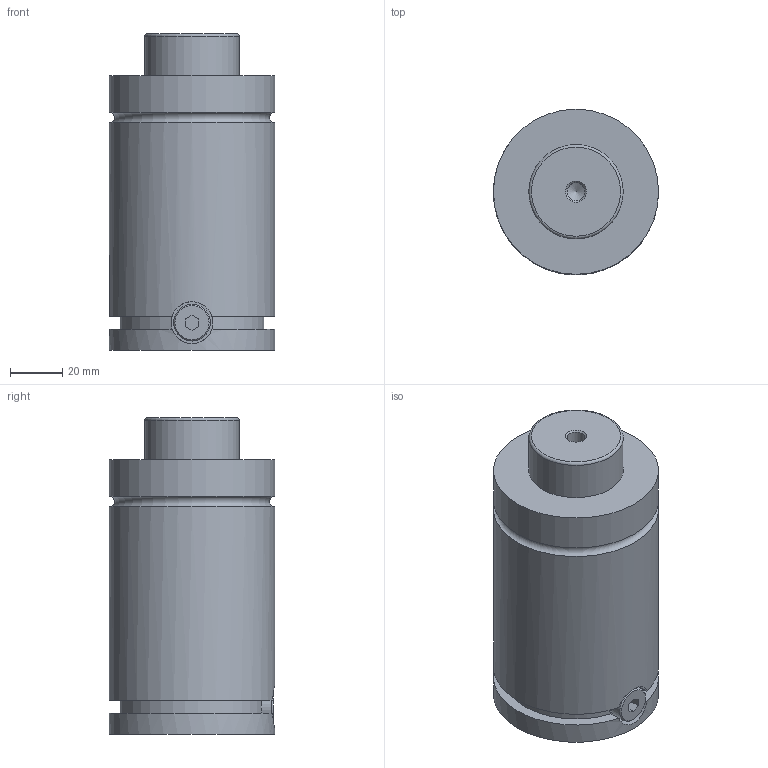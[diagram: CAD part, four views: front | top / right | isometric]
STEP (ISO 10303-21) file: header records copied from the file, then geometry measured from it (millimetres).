
FILE_DESCRIPTION(/* description */ ('STEP AP203'),/* implementation_level */ '2;1');
FILE_NAME(/* name */ 'P 01500_013 A.stp',/* time_stamp */ '2019-03-25T10:42:13+03:00',/* author */ ('Doğan'),/* organization */ (''),/* preprocessor_version */ 'ST-DEVELOPER v17.2',/* originating_system */ 'Autodesk Inventor 2019',/* authorisation */ '');
FILE_SCHEMA (('AUTOMOTIVE_DESIGN { 1 0 10303 214 3 1 1 }'));
Length unit declared in the file: millimetre
Products named in the file (1): P 01500_013 A
Bounding box: 63 x 63 x 120.7 mm (x, y, z)
Volume: 333173.5 mm3; surface area: 33365.5 mm2
Topology: 1 solids, 1 shells, 54 faces, 156 edges, 109 vertices
Faces by surface type: plane 22, cylinder 15, cone 15, torus 2
Full cylindrical faces by diameter (mm): 6.8 x7, 11 x1, 14 x1, 16 x1, 36 x1, 63 x3
Entity records: 1877 total; most frequent: CARTESIAN_POINT 359, DIRECTION 329, ORIENTED_EDGE 298, EDGE_CURVE 149, AXIS2_PLACEMENT_3D 130, VERTEX_POINT 109, CIRCLE 75, LINE 69
